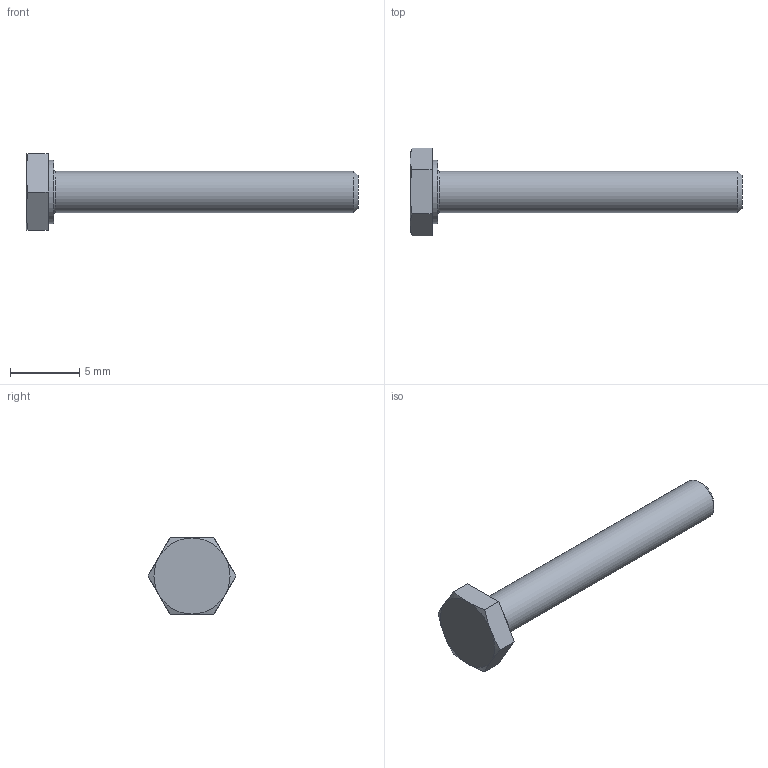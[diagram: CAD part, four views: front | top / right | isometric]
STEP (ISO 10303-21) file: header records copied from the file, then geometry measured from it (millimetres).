
FILE_DESCRIPTION(/* description */ ('DIN 933-Hexagon bolt with thread to the head, product classes A and B, DIN 933 was replaced by ISO 24017'),/* implementation_level */ '2;1');
FILE_NAME(/* name */ 'Hexagon bolt DIN 933 - M3x22.stp',/* time_stamp */ '2025-08-07T17:57:51+02:00',/* author */ ('roone'),/* organization */ ('FESTO'),/* preprocessor_version */ 'ST-DEVELOPER v20',/* originating_system */ 'Autodesk Inventor 2025',/* authorisation */ '');
FILE_SCHEMA (('AUTOMOTIVE_DESIGN { 1 0 10303 214 3 1 1 }'));
Length unit declared in the file: millimetre
Products named in the file (1): Hexagon bolt DIN 933 - M3x22
Bounding box: 24 x 6.35 x 5.5 mm (x, y, z)
Volume: 203.5 mm3; surface area: 292.9 mm2
Topology: 1 solids, 1 shells, 20 faces, 41 edges, 25 vertices
Faces by surface type: plane 10, cone 7, cylinder 2, torus 1
Full cylindrical faces by diameter (mm): 3 x1, 4.57 x1
Entity records: 554 total; most frequent: CARTESIAN_POINT 111, DIRECTION 85, ORIENTED_EDGE 82, EDGE_CURVE 41, AXIS2_PLACEMENT_3D 35, VERTEX_POINT 25, EDGE_LOOP 22, FACE_OUTER_BOUND 20
